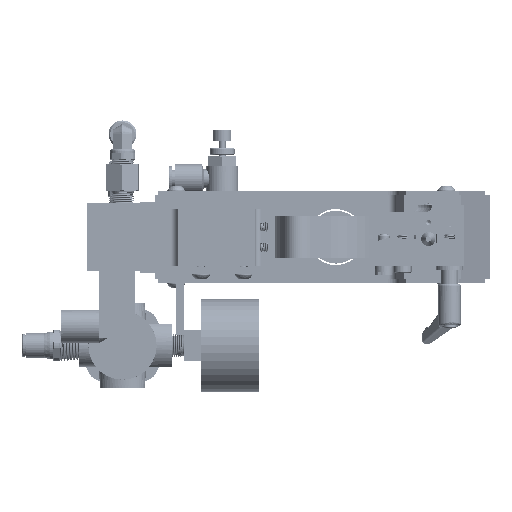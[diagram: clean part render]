
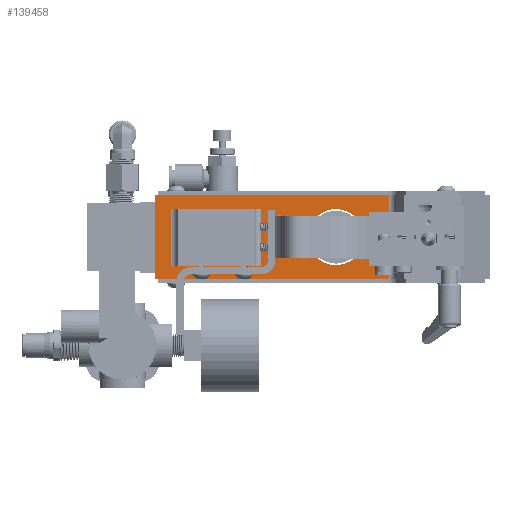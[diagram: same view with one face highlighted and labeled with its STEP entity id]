
A CAD part, front view. The second image highlights one B-rep face of the part: STEP entity #139458.
In plain terms, the highlighted planar face has unit normal (0, -1, 0).
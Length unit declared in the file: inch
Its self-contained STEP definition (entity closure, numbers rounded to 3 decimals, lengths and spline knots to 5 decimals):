
#32533 = LINE ( 'NONE', #54640, #32548 ) ;
#32548 = VECTOR ( 'NONE', #54635, 39.37008 ) ;
#32557 = LINE ( 'NONE', #54645, #32560 ) ;
#32560 = VECTOR ( 'NONE', #54646, 39.37008 ) ;
#32570 = LINE ( 'NONE', #54676, #32573 ) ;
#32573 = VECTOR ( 'NONE', #54677, 39.37008 ) ;
#32574 = LINE ( 'NONE', #54680, #32577 ) ;
#32576 = LINE ( 'NONE', #54682, #32579 ) ;
#32577 = VECTOR ( 'NONE', #54681, 39.37008 ) ;
#32578 = LINE ( 'NONE', #54684, #32581 ) ;
#32579 = VECTOR ( 'NONE', #54683, 39.37008 ) ;
#32581 = VECTOR ( 'NONE', #54685, 39.37008 ) ;
#32586 = CIRCLE ( 'NONE', #64940, 0.49255 ) ;
#32589 = LINE ( 'NONE', #54687, #32591 ) ;
#32591 = VECTOR ( 'NONE', #54695, 39.37008 ) ;
#32627 = LINE ( 'NONE', #54963, #32649 ) ;
#32649 = VECTOR ( 'NONE', #54977, 39.37008 ) ;
#35226 = VERTEX_POINT ( 'NONE', #43516 ) ;
#35244 = VERTEX_POINT ( 'NONE', #43530 ) ;
#36299 = CARTESIAN_POINT ( 'NONE',  ( 0.29, 1.25, 1.235 ) ) ;
#36303 = CARTESIAN_POINT ( 'NONE',  ( 0.29, 1.25, 0.235 ) ) ;
#36314 = CARTESIAN_POINT ( 'NONE',  ( 1.88, 1.25, 0.235 ) ) ;
#36334 = CARTESIAN_POINT ( 'NONE',  ( 4.12792, 1.25, 0. ) ) ;
#36335 = CARTESIAN_POINT ( 'NONE',  ( 1.88, 1.25, 1.235 ) ) ;
#36391 = CARTESIAN_POINT ( 'NONE',  ( 0., 1.25, 0. ) ) ;
#36706 = CARTESIAN_POINT ( 'NONE',  ( 4.12792, 1.25, 1.47 ) ) ;
#36782 = CARTESIAN_POINT ( 'NONE',  ( 0., 1.25, 1.47 ) ) ;
#43516 = CARTESIAN_POINT ( 'NONE',  ( 2.3154, 1.25, 0.735 ) ) ;
#43530 = CARTESIAN_POINT ( 'NONE',  ( 3.68255, 1.25, 0.735 ) ) ;
#50070 = EDGE_LOOP ( 'NONE', ( #148982, #149315, #149310, #149187 ) ) ;
#50086 = EDGE_LOOP ( 'NONE', ( #149219 ) ) ;
#50262 = EDGE_LOOP ( 'NONE', ( #149085, #148851, #149093, #148937 ) ) ;
#50265 = EDGE_LOOP ( 'NONE', ( #149304 ) ) ;
#54404 = CARTESIAN_POINT ( 'NONE',  ( 2.19, 1.25, 0.735 ) ) ;
#54405 = DIRECTION ( 'NONE',  ( 0., -1., 0. ) ) ;
#54406 = DIRECTION ( 'NONE',  ( 1., 0., 0. ) ) ;
#54635 = DIRECTION ( 'NONE',  ( 0., 0., 1. ) ) ;
#54640 = CARTESIAN_POINT ( 'NONE',  ( 4.12792, 1.25, 0. ) ) ;
#54645 = CARTESIAN_POINT ( 'NONE',  ( 1.88, 1.25, 0. ) ) ;
#54646 = DIRECTION ( 'NONE',  ( 0., 0., -1. ) ) ;
#54676 = CARTESIAN_POINT ( 'NONE',  ( 0.29, 1.25, 0. ) ) ;
#54677 = DIRECTION ( 'NONE',  ( 0., 0., 1. ) ) ;
#54680 = CARTESIAN_POINT ( 'NONE',  ( 3.0319, 1.25, 0.235 ) ) ;
#54681 = DIRECTION ( 'NONE',  ( -1., 0., 0. ) ) ;
#54682 = CARTESIAN_POINT ( 'NONE',  ( 0., 1.25, 0. ) ) ;
#54683 = DIRECTION ( 'NONE',  ( 0., 0., 1. ) ) ;
#54684 = CARTESIAN_POINT ( 'NONE',  ( 0., 1.25, 1.47 ) ) ;
#54685 = DIRECTION ( 'NONE',  ( 1., 0., 0. ) ) ;
#54687 = CARTESIAN_POINT ( 'NONE',  ( 3.0319, 1.25, 1.235 ) ) ;
#54692 = CARTESIAN_POINT ( 'NONE',  ( 3.19, 1.25, 0.735 ) ) ;
#54693 = DIRECTION ( 'NONE',  ( 0., 1., 0. ) ) ;
#54694 = DIRECTION ( 'NONE',  ( 1., 0., 0. ) ) ;
#54695 = DIRECTION ( 'NONE',  ( -1., 0., 0. ) ) ;
#54963 = CARTESIAN_POINT ( 'NONE',  ( 0., 1.25, 0. ) ) ;
#54977 = DIRECTION ( 'NONE',  ( 1., 0., 0. ) ) ;
#61489 = CIRCLE ( 'NONE', #64880, 0.1254 ) ;
#64880 = AXIS2_PLACEMENT_3D ( 'NONE', #54404, #54405, #54406 ) ;
#64940 = AXIS2_PLACEMENT_3D ( 'NONE', #54692, #54693, #54694 ) ;
#109563 = EDGE_CURVE ( 'NONE', #35226, #35226, #61489, .T. ) ;
#109672 = EDGE_CURVE ( 'NONE', #145820, #148882, #32533, .T. ) ;
#109681 = EDGE_CURVE ( 'NONE', #145823, #145769, #32557, .T. ) ;
#109700 = EDGE_CURVE ( 'NONE', #145735, #145721, #32570, .T. ) ;
#109704 = EDGE_CURVE ( 'NONE', #145769, #145735, #32574, .T. ) ;
#109706 = EDGE_CURVE ( 'NONE', #145947, #149542, #32576, .T. ) ;
#109708 = EDGE_CURVE ( 'NONE', #149542, #148882, #32578, .T. ) ;
#109717 = EDGE_CURVE ( 'NONE', #35244, #35244, #32586, .T. ) ;
#109720 = EDGE_CURVE ( 'NONE', #145823, #145721, #32589, .T. ) ;
#109812 = EDGE_CURVE ( 'NONE', #145947, #145820, #32627, .T. ) ;
#131721 = FACE_BOUND ( 'NONE', #50265, .T. ) ;
#131724 = FACE_BOUND ( 'NONE', #50070, .T. ) ;
#131729 = FACE_BOUND ( 'NONE', #50086, .T. ) ;
#131733 = FACE_OUTER_BOUND ( 'NONE', #50262, .T. ) ;
#134556 = PLANE ( 'NONE',  #137556 ) ;
#134587 = CARTESIAN_POINT ( 'NONE',  ( 0., 1.25, 0. ) ) ;
#134590 = DIRECTION ( 'NONE',  ( 0., -1., 0. ) ) ;
#134593 = DIRECTION ( 'NONE',  ( 1., 0., 0. ) ) ;
#137556 = AXIS2_PLACEMENT_3D ( 'NONE', #134587, #134590, #134593 ) ;
#139458 = ADVANCED_FACE ( 'NONE', ( #131721, #131733, #131724, #131729 ), #134556, .T. ) ;
#145721 = VERTEX_POINT ( 'NONE', #36299 ) ;
#145735 = VERTEX_POINT ( 'NONE', #36303 ) ;
#145769 = VERTEX_POINT ( 'NONE', #36314 ) ;
#145820 = VERTEX_POINT ( 'NONE', #36334 ) ;
#145823 = VERTEX_POINT ( 'NONE', #36335 ) ;
#145947 = VERTEX_POINT ( 'NONE', #36391 ) ;
#148851 = ORIENTED_EDGE ( 'NONE', *, *, #109672, .T. ) ;
#148882 = VERTEX_POINT ( 'NONE', #36706 ) ;
#148937 = ORIENTED_EDGE ( 'NONE', *, *, #109706, .F. ) ;
#148982 = ORIENTED_EDGE ( 'NONE', *, *, #109704, .T. ) ;
#149085 = ORIENTED_EDGE ( 'NONE', *, *, #109812, .T. ) ;
#149093 = ORIENTED_EDGE ( 'NONE', *, *, #109708, .F. ) ;
#149187 = ORIENTED_EDGE ( 'NONE', *, *, #109681, .T. ) ;
#149219 = ORIENTED_EDGE ( 'NONE', *, *, #109717, .T. ) ;
#149304 = ORIENTED_EDGE ( 'NONE', *, *, #109563, .F. ) ;
#149310 = ORIENTED_EDGE ( 'NONE', *, *, #109720, .F. ) ;
#149315 = ORIENTED_EDGE ( 'NONE', *, *, #109700, .T. ) ;
#149542 = VERTEX_POINT ( 'NONE', #36782 ) ;
